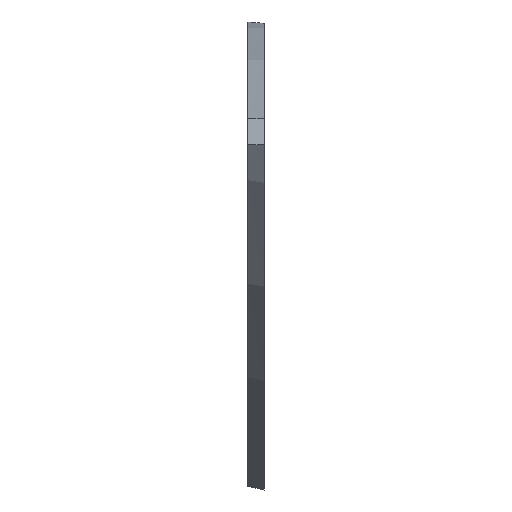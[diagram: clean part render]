
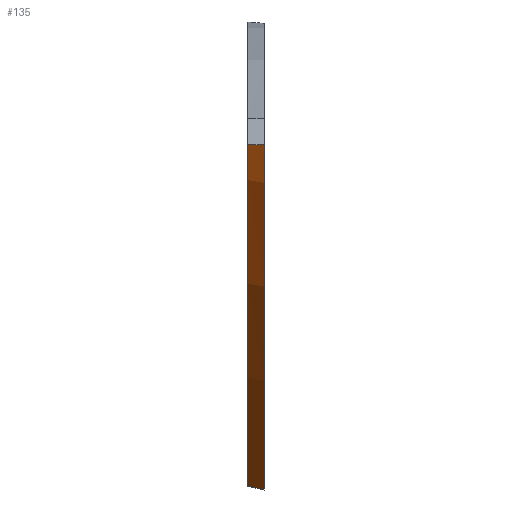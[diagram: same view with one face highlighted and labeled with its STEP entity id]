
A CAD part, left-side view. The second image highlights one B-rep face of the part: STEP entity #135.
In plain terms, the highlighted free-form (B-spline) face has degree [1, 3] with [2, 10] control points.
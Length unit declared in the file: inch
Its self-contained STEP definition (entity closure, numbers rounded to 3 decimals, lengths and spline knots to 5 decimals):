
#1 = CARTESIAN_POINT ( 'NONE',  ( -94.00269, -6., 23.00527 ) ) ;
#6 = CARTESIAN_POINT ( 'NONE',  ( -0.09178, -6.96593, -0.21784 ) ) ;
#7 = CARTESIAN_POINT ( 'NONE',  ( -66.15934, -6., 26.18115 ) ) ;
#11 = CARTESIAN_POINT ( 'NONE',  ( -0.09178, -6.96593, -0.21784 ) ) ;
#18 = FACE_OUTER_BOUND ( 'NONE', #236, .T. ) ;
#28 = VERTEX_POINT ( 'NONE', #295 ) ;
#29 = CARTESIAN_POINT ( 'NONE',  ( -0.09178, -6.96593, -0.21784 ) ) ;
#40 = VERTEX_POINT ( 'NONE', #159 ) ;
#41 = ORIENTED_EDGE ( 'NONE', *, *, #181, .F. ) ;
#44 = CARTESIAN_POINT ( 'NONE',  ( -57.25221, -6., 25.68247 ) ) ;
#50 = CARTESIAN_POINT ( 'NONE',  ( -65.6283, -6.96593, 27.26894 ) ) ;
#51 = DIRECTION ( 'NONE',  ( -0.14, 0.966, 0.218 ) ) ;
#53 = CARTESIAN_POINT ( 'NONE',  ( -31.44965, -6.96593, 19.35251 ) ) ;
#55 = CARTESIAN_POINT ( 'NONE',  ( -65.91193, -6.96593, 26.10218 ) ) ;
#62 = B_SPLINE_CURVE_WITH_KNOTS ( 'NONE', 3,
 ( #69, #1, #294, #64, #44, #65, #93, #245, #109, #228 ),
 .UNSPECIFIED., .F., .F.,
 ( 4, 2, 2, 2, 4 ),
 ( 0., 0.25, 0.5, 0.75, 1. ),
 .UNSPECIFIED. ) ;
#64 = CARTESIAN_POINT ( 'NONE',  ( -66.15934, -6., 26.18115 ) ) ;
#65 = CARTESIAN_POINT ( 'NONE',  ( -39.99892, -6., 22.34913 ) ) ;
#69 = CARTESIAN_POINT ( 'NONE',  ( -103.75129, -6., 20. ) ) ;
#71 = CARTESIAN_POINT ( 'NONE',  ( -39.99892, -6., 22.34913 ) ) ;
#74 = CARTESIAN_POINT ( 'NONE',  ( -93.74385, -6.96593, 22.98779 ) ) ;
#77 = DIRECTION ( 'NONE',  ( -0.259, 0.966, 0. ) ) ;
#78 = CARTESIAN_POINT ( 'NONE',  ( -15.52141, -6., 11.50922 ) ) ;
#87 = EDGE_CURVE ( 'NONE', #40, #28, #62, .T. ) ;
#93 = CARTESIAN_POINT ( 'NONE',  ( -31.65276, -6., 19.51448 ) ) ;
#96 = CARTESIAN_POINT ( 'NONE',  ( -15.06898, -6.96593, 12.47933 ) ) ;
#97 = CARTESIAN_POINT ( 'NONE',  ( -39.78162, -6.96593, 22.20656 ) ) ;
#102 = ORIENTED_EDGE ( 'NONE', *, *, #87, .T. ) ;
#109 = CARTESIAN_POINT ( 'NONE',  ( -7.73623, -6., 6.3386 ) ) ;
#116 = CARTESIAN_POINT ( 'NONE',  ( -84.53458, -6., 24.84255 ) ) ;
#117 = CARTESIAN_POINT ( 'NONE',  ( -31.65276, -6., 19.51448 ) ) ;
#127 = ORIENTED_EDGE ( 'NONE', *, *, #214, .F. ) ;
#128 = B_SPLINE_SURFACE_WITH_KNOTS ( 'NONE', 1, 3, ( 
 ( #248, #74, #143, #55, #145, #97, #53, #251, #204, #29 ),
 ( #163, #178, #116, #7, #199, #71, #117, #78, #224, #252 ) ),
 .UNSPECIFIED., .F., .F., .F.,
 ( 2, 2 ),
 ( 4, 2, 2, 2, 4 ),
 ( 0., 1. ),
 ( 0., 0.25, 0.5, 0.75, 1. ),
 .UNSPECIFIED. ) ;
#135 = ADVANCED_FACE ( 'NONE', ( #18 ), #128, .T. ) ;
#141 = CARTESIAN_POINT ( 'NONE',  ( -0.23153, -6., 0. ) ) ;
#142 = CARTESIAN_POINT ( 'NONE',  ( -83.99455, -6.96593, 25.97579 ) ) ;
#143 = CARTESIAN_POINT ( 'NONE',  ( -84.27756, -6.96593, 24.80536 ) ) ;
#145 = CARTESIAN_POINT ( 'NONE',  ( -57.01274, -6.96593, 25.58148 ) ) ;
#159 = CARTESIAN_POINT ( 'NONE',  ( -103.75129, -6., 20. ) ) ;
#160 = LINE ( 'NONE', #201, #222 ) ;
#163 = CARTESIAN_POINT ( 'NONE',  ( -103.75129, -6., 20. ) ) ;
#177 = VECTOR ( 'NONE', #51, 39.37008 ) ;
#178 = CARTESIAN_POINT ( 'NONE',  ( -94.00269, -6., 23.00527 ) ) ;
#181 = EDGE_CURVE ( 'NONE', #250, #289, #292, .T. ) ;
#199 = CARTESIAN_POINT ( 'NONE',  ( -57.25221, -6., 25.68247 ) ) ;
#201 = CARTESIAN_POINT ( 'NONE',  ( -103.75129, -6., 20. ) ) ;
#203 = CARTESIAN_POINT ( 'NONE',  ( -103.49247, -6.96593, 20. ) ) ;
#204 = CARTESIAN_POINT ( 'NONE',  ( -7.5806, -6.96593, 6.13093 ) ) ;
#214 = EDGE_CURVE ( 'NONE', #289, #28, #230, .T. ) ;
#218 = ORIENTED_EDGE ( 'NONE', *, *, #223, .T. ) ;
#222 = VECTOR ( 'NONE', #77, 39.37008 ) ;
#223 = EDGE_CURVE ( 'NONE', #250, #40, #160, .T. ) ;
#224 = CARTESIAN_POINT ( 'NONE',  ( -7.73623, -6., 6.3386 ) ) ;
#226 = CARTESIAN_POINT ( 'NONE',  ( -103.49247, -6.96593, 20. ) ) ;
#228 = CARTESIAN_POINT ( 'NONE',  ( -0.23153, -6., 0. ) ) ;
#230 = LINE ( 'NONE', #141, #177 ) ;
#236 = EDGE_LOOP ( 'NONE', ( #102, #127, #41, #218 ) ) ;
#245 = CARTESIAN_POINT ( 'NONE',  ( -15.52141, -6., 11.50922 ) ) ;
#248 = CARTESIAN_POINT ( 'NONE',  ( -103.49247, -6.96593, 20. ) ) ;
#250 = VERTEX_POINT ( 'NONE', #226 ) ;
#251 = CARTESIAN_POINT ( 'NONE',  ( -15.34921, -6.96593, 11.3147 ) ) ;
#252 = CARTESIAN_POINT ( 'NONE',  ( -0.23153, -6., 0. ) ) ;
#278 = CARTESIAN_POINT ( 'NONE',  ( -31.16607, -6.96593, 20.5191 ) ) ;
#289 = VERTEX_POINT ( 'NONE', #11 ) ;
#292 = B_SPLINE_CURVE_WITH_KNOTS ( 'NONE', 3,
 ( #203, #142, #50, #278, #96, #6 ),
 .UNSPECIFIED., .F., .F.,
 ( 4, 2, 4 ),
 ( 0., 0.5, 1. ),
 .UNSPECIFIED. ) ;
#294 = CARTESIAN_POINT ( 'NONE',  ( -84.53458, -6., 24.84255 ) ) ;
#295 = CARTESIAN_POINT ( 'NONE',  ( -0.23153, -6., 0. ) ) ;
